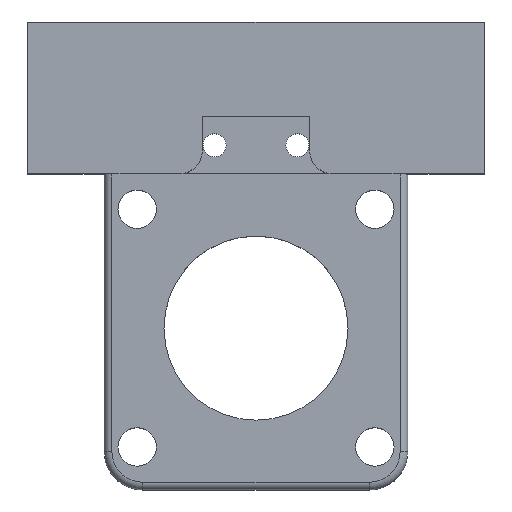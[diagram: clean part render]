
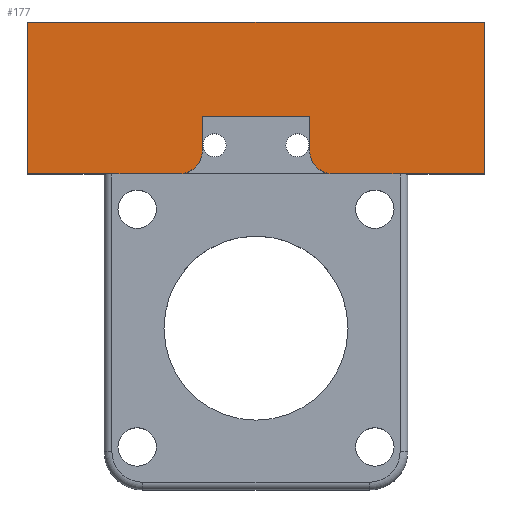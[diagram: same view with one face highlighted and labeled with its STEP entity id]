
A CAD part, top view. The second image highlights one B-rep face of the part: STEP entity #177.
In plain terms, the highlighted planar face has unit normal (0, 0, 1).
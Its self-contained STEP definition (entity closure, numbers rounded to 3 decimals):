
#21 = EDGE_CURVE('',#22,#24,#26,.T.);
#22 = VERTEX_POINT('',#23);
#23 = CARTESIAN_POINT('',(10.,60.2,20.));
#24 = VERTEX_POINT('',#25);
#25 = CARTESIAN_POINT('',(29.8,60.2,20.));
#26 = LINE('',#27,#28);
#27 = CARTESIAN_POINT('',(-29.8,60.2,20.));
#28 = VECTOR('',#29,1.);
#29 = DIRECTION('',(1.,0.,0.));
#64 = VERTEX_POINT('',#65);
#65 = CARTESIAN_POINT('',(-10.,60.2,20.));
#71 = EDGE_CURVE('',#72,#64,#74,.T.);
#72 = VERTEX_POINT('',#73);
#73 = CARTESIAN_POINT('',(-29.8,60.2,20.));
#74 = LINE('',#75,#76);
#75 = CARTESIAN_POINT('',(-29.8,60.2,20.));
#76 = VECTOR('',#77,1.);
#77 = DIRECTION('',(1.,0.,0.));
#177 = ADVANCED_FACE('',(#178),#244,.T.);
#178 = FACE_BOUND('',#179,.T.);
#179 = EDGE_LOOP('',(#180,#181,#189,#197,#203,#204,#213,#221,#229,#237)
  );
#180 = ORIENTED_EDGE('',*,*,#21,.T.);
#181 = ORIENTED_EDGE('',*,*,#182,.F.);
#182 = EDGE_CURVE('',#183,#24,#185,.T.);
#183 = VERTEX_POINT('',#184);
#184 = CARTESIAN_POINT('',(29.8,80.,20.));
#185 = LINE('',#186,#187);
#186 = CARTESIAN_POINT('',(29.8,80.,20.));
#187 = VECTOR('',#188,1.);
#188 = DIRECTION('',(-0.,-1.,-0.));
#189 = ORIENTED_EDGE('',*,*,#190,.T.);
#190 = EDGE_CURVE('',#183,#191,#193,.T.);
#191 = VERTEX_POINT('',#192);
#192 = CARTESIAN_POINT('',(-29.8,80.,20.));
#193 = LINE('',#194,#195);
#194 = CARTESIAN_POINT('',(0.,80.,20.));
#195 = VECTOR('',#196,1.);
#196 = DIRECTION('',(-1.,0.,0.));
#197 = ORIENTED_EDGE('',*,*,#198,.T.);
#198 = EDGE_CURVE('',#191,#72,#199,.T.);
#199 = LINE('',#200,#201);
#200 = CARTESIAN_POINT('',(-29.8,80.,20.));
#201 = VECTOR('',#202,1.);
#202 = DIRECTION('',(0.,-1.,0.));
#203 = ORIENTED_EDGE('',*,*,#71,.T.);
#204 = ORIENTED_EDGE('',*,*,#205,.T.);
#205 = EDGE_CURVE('',#64,#206,#208,.T.);
#206 = VERTEX_POINT('',#207);
#207 = CARTESIAN_POINT('',(-7.,63.2,20.));
#208 = CIRCLE('',#209,3.);
#209 = AXIS2_PLACEMENT_3D('',#210,#211,#212);
#210 = CARTESIAN_POINT('',(-10.,63.2,20.));
#211 = DIRECTION('',(0.,0.,1.));
#212 = DIRECTION('',(0.,1.,0.));
#213 = ORIENTED_EDGE('',*,*,#214,.T.);
#214 = EDGE_CURVE('',#206,#215,#217,.T.);
#215 = VERTEX_POINT('',#216);
#216 = CARTESIAN_POINT('',(-7.,67.7,20.));
#217 = LINE('',#218,#219);
#218 = CARTESIAN_POINT('',(-7.,60.2,20.));
#219 = VECTOR('',#220,1.);
#220 = DIRECTION('',(0.,1.,0.));
#221 = ORIENTED_EDGE('',*,*,#222,.F.);
#222 = EDGE_CURVE('',#223,#215,#225,.T.);
#223 = VERTEX_POINT('',#224);
#224 = CARTESIAN_POINT('',(7.,67.7,20.));
#225 = LINE('',#226,#227);
#226 = CARTESIAN_POINT('',(7.,67.7,20.));
#227 = VECTOR('',#228,1.);
#228 = DIRECTION('',(-1.,0.,0.));
#229 = ORIENTED_EDGE('',*,*,#230,.F.);
#230 = EDGE_CURVE('',#231,#223,#233,.T.);
#231 = VERTEX_POINT('',#232);
#232 = CARTESIAN_POINT('',(7.,63.2,20.));
#233 = LINE('',#234,#235);
#234 = CARTESIAN_POINT('',(7.,60.2,20.));
#235 = VECTOR('',#236,1.);
#236 = DIRECTION('',(0.,1.,0.));
#237 = ORIENTED_EDGE('',*,*,#238,.F.);
#238 = EDGE_CURVE('',#22,#231,#239,.T.);
#239 = CIRCLE('',#240,3.);
#240 = AXIS2_PLACEMENT_3D('',#241,#242,#243);
#241 = CARTESIAN_POINT('',(10.,63.2,20.));
#242 = DIRECTION('',(-0.,0.,-1.));
#243 = DIRECTION('',(0.,-1.,0.));
#244 = PLANE('',#245);
#245 = AXIS2_PLACEMENT_3D('',#246,#247,#248);
#246 = CARTESIAN_POINT('',(0.,70.1,20.));
#247 = DIRECTION('',(0.,0.,1.));
#248 = DIRECTION('',(1.,0.,0.));
